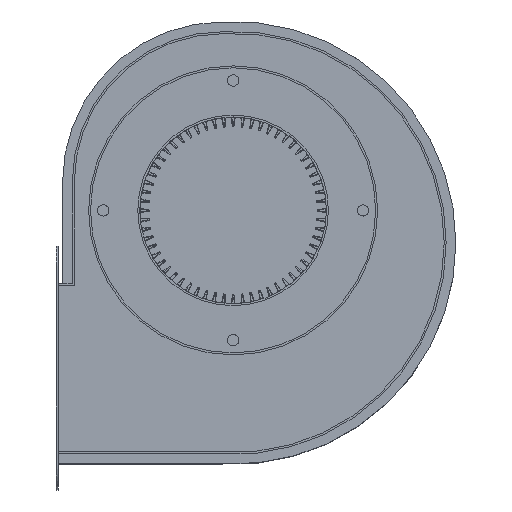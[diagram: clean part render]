
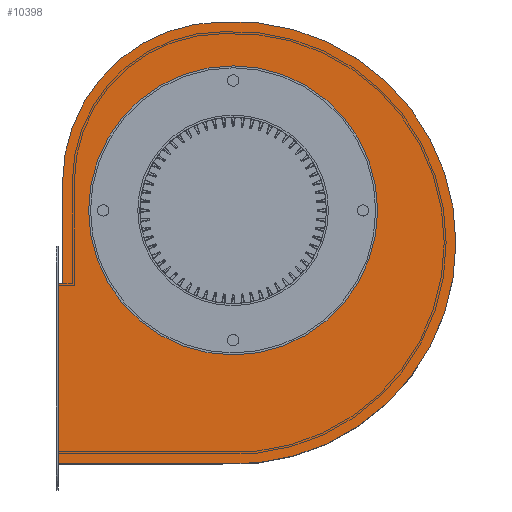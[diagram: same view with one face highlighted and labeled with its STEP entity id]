
A CAD part, top view. The second image highlights one B-rep face of the part: STEP entity #10398.
In plain terms, the highlighted planar face has unit normal (0, 0, 1).
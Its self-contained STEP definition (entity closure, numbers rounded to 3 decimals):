
#648 = CIRCLE ( 'NONE', #66462, 89. ) ;
#3208 = DIRECTION ( 'NONE',  ( 1., 0., 0. ) ) ;
#5809 = DIRECTION ( 'NONE',  ( 1., 0., 0. ) ) ;
#6332 = CARTESIAN_POINT ( 'NONE',  ( 1., -20., 60. ) ) ;
#6702 = CARTESIAN_POINT ( 'NONE',  ( -107.8, -44.8, 60. ) ) ;
#8590 = DIRECTION ( 'NONE',  ( 1., 0., 0. ) ) ;
#8899 = VERTEX_POINT ( 'NONE', #38524 ) ;
#10398 = ADVANCED_FACE ( 'NONE', ( #67920, #21384 ), #20787, .T. ) ;
#10548 = DIRECTION ( 'NONE',  ( -1., 0., 0. ) ) ;
#11496 = CARTESIAN_POINT ( 'NONE',  ( -6.5, -156., 60. ) ) ;
#11623 = DIRECTION ( 'NONE',  ( 0., 0., 1. ) ) ;
#11636 = ORIENTED_EDGE ( 'NONE', *, *, #36471, .F. ) ;
#12464 = CIRCLE ( 'NONE', #41556, 98.5 ) ;
#12596 = VERTEX_POINT ( 'NONE', #6702 ) ;
#13983 = CARTESIAN_POINT ( 'NONE',  ( 137.207, -20., 60. ) ) ;
#14287 = VECTOR ( 'NONE', #44453, 1000. ) ;
#14503 = CARTESIAN_POINT ( 'NONE',  ( -107.8, 0., 60. ) ) ;
#16196 = CARTESIAN_POINT ( 'NONE',  ( 0., -156., 60. ) ) ;
#17770 = CARTESIAN_POINT ( 'NONE',  ( 0., 0., 60. ) ) ;
#19339 = CARTESIAN_POINT ( 'NONE',  ( -6.5, 116., 60. ) ) ;
#19817 = ORIENTED_EDGE ( 'NONE', *, *, #35857, .F. ) ;
#20351 = DIRECTION ( 'NONE',  ( 0., -1., 0. ) ) ;
#20787 = PLANE ( 'NONE',  #20878 ) ;
#20878 = AXIS2_PLACEMENT_3D ( 'NONE', #37883, #55494, #3208 ) ;
#21384 = FACE_OUTER_BOUND ( 'NONE', #35502, .T. ) ;
#21815 = CARTESIAN_POINT ( 'NONE',  ( -107.8, -156., 60. ) ) ;
#22483 = CARTESIAN_POINT ( 'NONE',  ( -6.5, 17.5, 60. ) ) ;
#23999 = EDGE_CURVE ( 'NONE', #48194, #44587, #12464, .T. ) ;
#24111 = CARTESIAN_POINT ( 'NONE',  ( -105., 17.5, 60. ) ) ;
#24522 = AXIS2_PLACEMENT_3D ( 'NONE', #17770, #11623, #5809 ) ;
#26068 = CARTESIAN_POINT ( 'NONE',  ( 0., -44.8, 60. ) ) ;
#28321 = DIRECTION ( 'NONE',  ( 1., 0., 0. ) ) ;
#28395 = DIRECTION ( 'NONE',  ( 0., 0., -1. ) ) ;
#28463 = VECTOR ( 'NONE', #10548, 1000. ) ;
#28550 = VERTEX_POINT ( 'NONE', #13983 ) ;
#31539 = CARTESIAN_POINT ( 'NONE',  ( -105., 0., 60. ) ) ;
#33305 = ORIENTED_EDGE ( 'NONE', *, *, #52219, .T. ) ;
#34034 = CARTESIAN_POINT ( 'NONE',  ( -89., 0., 60. ) ) ;
#34243 = DIRECTION ( 'NONE',  ( 1., 0., 0. ) ) ;
#34380 = AXIS2_PLACEMENT_3D ( 'NONE', #40541, #75177, #28321 ) ;
#35502 = EDGE_LOOP ( 'NONE', ( #53475, #33305, #11636, #53987, #19817, #51522, #57417 ) ) ;
#35857 = EDGE_CURVE ( 'NONE', #44587, #28550, #67541, .T. ) ;
#36382 = VECTOR ( 'NONE', #20351, 1000. ) ;
#36471 = EDGE_CURVE ( 'NONE', #42876, #66842, #44001, .T. ) ;
#37680 = CIRCLE ( 'NONE', #34380, 136.207 ) ;
#37883 = CARTESIAN_POINT ( 'NONE',  ( 0., 0., 60. ) ) ;
#38421 = CARTESIAN_POINT ( 'NONE',  ( 0., 0., 60. ) ) ;
#38524 = CARTESIAN_POINT ( 'NONE',  ( -105., -44.8, 60. ) ) ;
#40426 = EDGE_CURVE ( 'NONE', #48194, #8899, #72881, .T. ) ;
#40541 = CARTESIAN_POINT ( 'NONE',  ( 1., -20., 60. ) ) ;
#41556 = AXIS2_PLACEMENT_3D ( 'NONE', #22483, #28395, #34243 ) ;
#42203 = AXIS2_PLACEMENT_3D ( 'NONE', #6332, #58550, #69550 ) ;
#42876 = VERTEX_POINT ( 'NONE', #11496 ) ;
#43503 = EDGE_CURVE ( 'NONE', #47470, #74346, #648, .T. ) ;
#43547 = DIRECTION ( 'NONE',  ( 0., 0., 1. ) ) ;
#44001 = LINE ( 'NONE', #16196, #28463 ) ;
#44453 = DIRECTION ( 'NONE',  ( -1., 0., 0. ) ) ;
#44587 = VERTEX_POINT ( 'NONE', #19339 ) ;
#47470 = VERTEX_POINT ( 'NONE', #34034 ) ;
#48194 = VERTEX_POINT ( 'NONE', #24111 ) ;
#49462 = EDGE_CURVE ( 'NONE', #74346, #47470, #74193, .T. ) ;
#49778 = EDGE_CURVE ( 'NONE', #28550, #42876, #37680, .T. ) ;
#51522 = ORIENTED_EDGE ( 'NONE', *, *, #23999, .F. ) ;
#52219 = EDGE_CURVE ( 'NONE', #12596, #66842, #53742, .T. ) ;
#53475 = ORIENTED_EDGE ( 'NONE', *, *, #63505, .T. ) ;
#53742 = LINE ( 'NONE', #14503, #36382 ) ;
#53987 = ORIENTED_EDGE ( 'NONE', *, *, #49778, .F. ) ;
#55007 = DIRECTION ( 'NONE',  ( 0., -1., 0. ) ) ;
#55494 = DIRECTION ( 'NONE',  ( 0., 0., 1. ) ) ;
#57377 = VECTOR ( 'NONE', #55007, 1000. ) ;
#57417 = ORIENTED_EDGE ( 'NONE', *, *, #40426, .T. ) ;
#58267 = CARTESIAN_POINT ( 'NONE',  ( 89., 0., 60. ) ) ;
#58550 = DIRECTION ( 'NONE',  ( 0., 0., -1. ) ) ;
#62199 = EDGE_LOOP ( 'NONE', ( #75471, #69606 ) ) ;
#63505 = EDGE_CURVE ( 'NONE', #8899, #12596, #72615, .T. ) ;
#66462 = AXIS2_PLACEMENT_3D ( 'NONE', #38421, #43547, #8590 ) ;
#66842 = VERTEX_POINT ( 'NONE', #21815 ) ;
#67541 = CIRCLE ( 'NONE', #42203, 136.207 ) ;
#67920 = FACE_BOUND ( 'NONE', #62199, .T. ) ;
#69550 = DIRECTION ( 'NONE',  ( 1., 0., 0. ) ) ;
#69606 = ORIENTED_EDGE ( 'NONE', *, *, #49462, .F. ) ;
#72615 = LINE ( 'NONE', #26068, #14287 ) ;
#72881 = LINE ( 'NONE', #31539, #57377 ) ;
#74193 = CIRCLE ( 'NONE', #24522, 89. ) ;
#74346 = VERTEX_POINT ( 'NONE', #58267 ) ;
#75177 = DIRECTION ( 'NONE',  ( 0., 0., -1. ) ) ;
#75471 = ORIENTED_EDGE ( 'NONE', *, *, #43503, .F. ) ;
